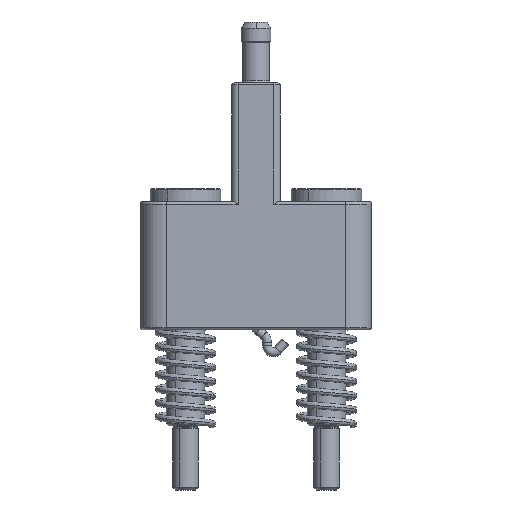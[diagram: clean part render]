
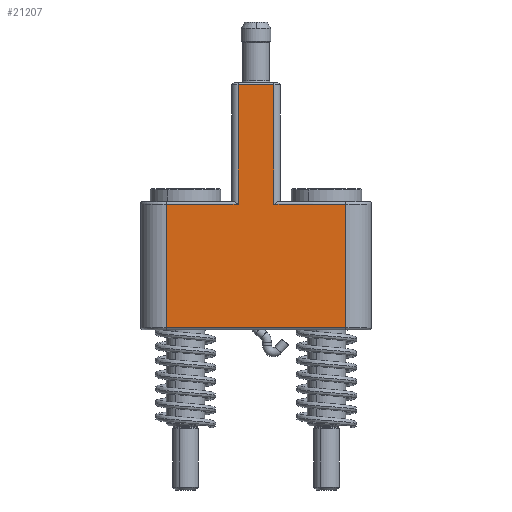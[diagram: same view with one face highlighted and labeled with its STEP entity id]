
A CAD part, left-side view. The second image highlights one B-rep face of the part: STEP entity #21207.
In plain terms, the highlighted planar face has unit normal (-1, 0, 0).
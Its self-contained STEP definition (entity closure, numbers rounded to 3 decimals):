
#283 = ORIENTED_EDGE ( 'NONE', *, *, #16901, .T. ) ;
#662 = CARTESIAN_POINT ( 'NONE',  ( -3.85, -1.4, 19.1 ) ) ;
#714 = CARTESIAN_POINT ( 'NONE',  ( -3.85, 1.4, 19.1 ) ) ;
#772 = ORIENTED_EDGE ( 'NONE', *, *, #20176, .T. ) ;
#943 = EDGE_CURVE ( 'NONE', #5029, #9417, #6025, .T. ) ;
#1131 = CARTESIAN_POINT ( 'NONE',  ( -3.85, 7., 24. ) ) ;
#1818 = DIRECTION ( 'NONE',  ( 1., 0., 0. ) ) ;
#2034 = EDGE_CURVE ( 'NONE', #18716, #17097, #5644, .T. ) ;
#2515 = AXIS2_PLACEMENT_3D ( 'NONE', #8550, #1818, #19928 ) ;
#2698 = VECTOR ( 'NONE', #13830, 1000. ) ;
#3127 = ORIENTED_EDGE ( 'NONE', *, *, #3647, .T. ) ;
#3233 = VECTOR ( 'NONE', #4379, 1000. ) ;
#3427 = FACE_OUTER_BOUND ( 'NONE', #9937, .T. ) ;
#3647 = EDGE_CURVE ( 'NONE', #21017, #6510, #17306, .T. ) ;
#3902 = VECTOR ( 'NONE', #13096, 1000. ) ;
#4379 = DIRECTION ( 'NONE',  ( 0., 0., 1. ) ) ;
#4467 = DIRECTION ( 'NONE',  ( 0., 1., 0. ) ) ;
#4715 = CARTESIAN_POINT ( 'NONE',  ( -3.85, -1.4, 9.8 ) ) ;
#5029 = VERTEX_POINT ( 'NONE', #662 ) ;
#5069 = CARTESIAN_POINT ( 'NONE',  ( -3.85, -7., 0.2 ) ) ;
#5320 = CARTESIAN_POINT ( 'NONE',  ( -3.85, 7., 0.2 ) ) ;
#5644 = LINE ( 'NONE', #19362, #20209 ) ;
#5866 = CARTESIAN_POINT ( 'NONE',  ( -3.85, 1.4, 9.8 ) ) ;
#6025 = LINE ( 'NONE', #8059, #19923 ) ;
#6103 = VECTOR ( 'NONE', #13645, 1000. ) ;
#6193 = ORIENTED_EDGE ( 'NONE', *, *, #20633, .T. ) ;
#6510 = VERTEX_POINT ( 'NONE', #5320 ) ;
#6518 = CARTESIAN_POINT ( 'NONE',  ( -3.85, 1.4, 24. ) ) ;
#6635 = VECTOR ( 'NONE', #14873, 1000. ) ;
#6741 = CARTESIAN_POINT ( 'NONE',  ( -3.85, -7., 24. ) ) ;
#8059 = CARTESIAN_POINT ( 'NONE',  ( -3.85, 1.4, 19.1 ) ) ;
#8550 = CARTESIAN_POINT ( 'NONE',  ( -3.85, -9., 24. ) ) ;
#9417 = VERTEX_POINT ( 'NONE', #714 ) ;
#9577 = VERTEX_POINT ( 'NONE', #5866 ) ;
#9937 = EDGE_LOOP ( 'NONE', ( #772, #11595, #17280, #16668, #3127, #6193, #283, #12530 ) ) ;
#10396 = CARTESIAN_POINT ( 'NONE',  ( -3.85, -7., 0.2 ) ) ;
#11103 = VECTOR ( 'NONE', #18074, 1000. ) ;
#11152 = CARTESIAN_POINT ( 'NONE',  ( -3.85, 7., 9.8 ) ) ;
#11446 = LINE ( 'NONE', #14602, #11103 ) ;
#11595 = ORIENTED_EDGE ( 'NONE', *, *, #943, .T. ) ;
#11705 = LINE ( 'NONE', #6741, #6103 ) ;
#12530 = ORIENTED_EDGE ( 'NONE', *, *, #2034, .T. ) ;
#12562 = VERTEX_POINT ( 'NONE', #10396 ) ;
#12671 = LINE ( 'NONE', #6518, #3902 ) ;
#13096 = DIRECTION ( 'NONE',  ( 0., 0., -1. ) ) ;
#13565 = EDGE_CURVE ( 'NONE', #9577, #21017, #11446, .T. ) ;
#13645 = DIRECTION ( 'NONE',  ( 0., 0., 1. ) ) ;
#13830 = DIRECTION ( 'NONE',  ( 0., 0., -1. ) ) ;
#14602 = CARTESIAN_POINT ( 'NONE',  ( -3.85, 7., 9.8 ) ) ;
#14873 = DIRECTION ( 'NONE',  ( 0., -1., 0. ) ) ;
#14951 = PLANE ( 'NONE',  #2515 ) ;
#16668 = ORIENTED_EDGE ( 'NONE', *, *, #13565, .T. ) ;
#16901 = EDGE_CURVE ( 'NONE', #12562, #18716, #11705, .T. ) ;
#17097 = VERTEX_POINT ( 'NONE', #4715 ) ;
#17280 = ORIENTED_EDGE ( 'NONE', *, *, #19862, .T. ) ;
#17306 = LINE ( 'NONE', #1131, #2698 ) ;
#18074 = DIRECTION ( 'NONE',  ( 0., 1., 0. ) ) ;
#18700 = CARTESIAN_POINT ( 'NONE',  ( -3.85, -7., 9.8 ) ) ;
#18716 = VERTEX_POINT ( 'NONE', #18700 ) ;
#19165 = CARTESIAN_POINT ( 'NONE',  ( -3.85, -1.4, 24. ) ) ;
#19362 = CARTESIAN_POINT ( 'NONE',  ( -3.85, -9., 9.8 ) ) ;
#19648 = DIRECTION ( 'NONE',  ( 0., 1., 0. ) ) ;
#19848 = LINE ( 'NONE', #5069, #6635 ) ;
#19862 = EDGE_CURVE ( 'NONE', #9417, #9577, #12671, .T. ) ;
#19923 = VECTOR ( 'NONE', #19648, 1000. ) ;
#19928 = DIRECTION ( 'NONE',  ( 0., 1., 0. ) ) ;
#20176 = EDGE_CURVE ( 'NONE', #17097, #5029, #20795, .T. ) ;
#20209 = VECTOR ( 'NONE', #4467, 1000. ) ;
#20633 = EDGE_CURVE ( 'NONE', #6510, #12562, #19848, .T. ) ;
#20795 = LINE ( 'NONE', #19165, #3233 ) ;
#21017 = VERTEX_POINT ( 'NONE', #11152 ) ;
#21207 = ADVANCED_FACE ( 'NONE', ( #3427 ), #14951, .F. ) ;
